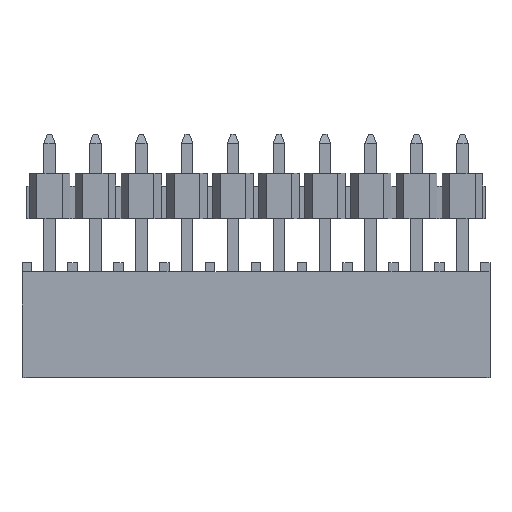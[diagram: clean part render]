
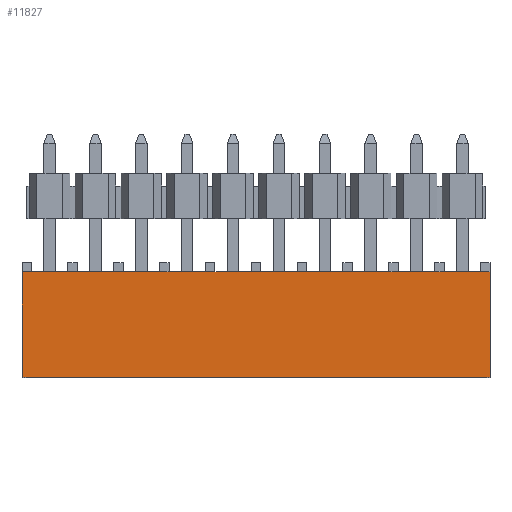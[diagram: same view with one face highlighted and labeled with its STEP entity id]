
A CAD part, top view. The second image highlights one B-rep face of the part: STEP entity #11827.
In plain terms, the highlighted planar face has unit normal (0, 0, 1).
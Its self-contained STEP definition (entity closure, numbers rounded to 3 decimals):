
#53=CARTESIAN_POINT('',(6.605,-0.5,2.54));
#54=VERTEX_POINT('',#53);
#61=CARTESIAN_POINT('',(6.605,-6.35,2.54));
#62=VERTEX_POINT('',#61);
#63=CARTESIAN_POINT('',(6.605,-0.5,2.54));
#64=DIRECTION('',(0.,-1.,0.));
#65=VECTOR('',#64,5.85);
#66=LINE('',#63,#65);
#67=EDGE_CURVE('',#54,#62,#66,.T.);
#10641=CARTESIAN_POINT('',(-19.305,-6.35,2.54));
#10642=VERTEX_POINT('',#10641);
#10643=CARTESIAN_POINT('',(6.605,-6.35,2.54));
#10644=DIRECTION('',(-1.,0.,0.));
#10645=VECTOR('',#10644,25.91);
#10646=LINE('',#10643,#10645);
#10647=EDGE_CURVE('',#62,#10642,#10646,.T.);
#10852=CARTESIAN_POINT('',(-19.305,-0.5,2.54));
#10853=VERTEX_POINT('',#10852);
#10860=CARTESIAN_POINT('',(-19.305,-0.5,2.54));
#10861=DIRECTION('',(1.,0.,0.));
#10862=VECTOR('',#10861,25.91);
#10863=LINE('',#10860,#10862);
#10864=EDGE_CURVE('',#10853,#54,#10863,.T.);
#11811=CARTESIAN_POINT('',(-6.35,-3.425,2.54));
#11812=DIRECTION('',(-1.,0.,0.));
#11813=DIRECTION('',(0.,0.,1.));
#11814=AXIS2_PLACEMENT_3D('',#11811,#11813,#11812);
#11815=PLANE('',#11814);
#11816=ORIENTED_EDGE('',*,*,#67,.F.);
#11817=ORIENTED_EDGE('',*,*,#10864,.F.);
#11818=CARTESIAN_POINT('',(-19.305,-0.5,2.54));
#11819=DIRECTION('',(0.,-1.,0.));
#11820=VECTOR('',#11819,5.85);
#11821=LINE('',#11818,#11820);
#11822=EDGE_CURVE('',#10853,#10642,#11821,.T.);
#11823=ORIENTED_EDGE('',*,*,#11822,.T.);
#11824=ORIENTED_EDGE('',*,*,#10647,.F.);
#11825=EDGE_LOOP('',(#11816,#11817,#11823,#11824));
#11826=FACE_OUTER_BOUND('',#11825,.T.);
#11827=ADVANCED_FACE('',(#11826),#11815,.T.);
